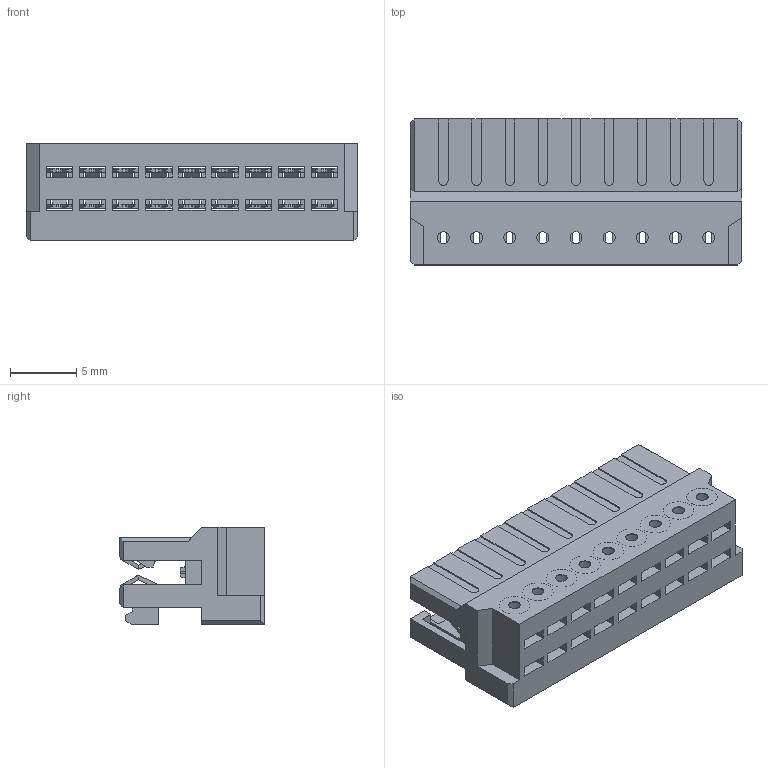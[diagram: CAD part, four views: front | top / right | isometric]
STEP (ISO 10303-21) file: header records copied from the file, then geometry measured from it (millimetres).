
FILE_DESCRIPTION(/* description */ ('Unknown'),/* implementation_level */ '2;1');
FILE_NAME(/* name */ 'J_Wurth_WR-RAST_667101210109',/* time_stamp */ '2025-05-27T16:40:16+08:00',/* author */ ('Unknown'),/* organization */ ('Unknown'),/* preprocessor_version */ 'ST-DEVELOPER v19.4',/* originating_system */ 'Solid Edge',/* authorisation */ 'Unknown');
FILE_SCHEMA (('AUTOMOTIVE_DESIGN {1 0 10303 214 3 1 1}'));
Products named in the file (2): J_Wurth_WR-RAST_667101210109
Assembly tree (1 placements, depth 2):
  J_Wurth_WR-RAST_667101210109
    J_Wurth_WR-RAST_667101210109
Bounding box: 25 x 11 x 7.35 mm (x, y, z)
Volume: 915.4 mm3; surface area: 3030.8 mm2
Topology: 1 solids, 1 shells, 1685 faces, 5029 edges, 3300 vertices
Faces by surface type: plane 1154, cylinder 531
Full cylindrical faces by diameter (mm): 0.9 x9, 2.3 x9
Entity records: 68489 total; most frequent: ORIENTED_EDGE 10022, CARTESIAN_POINT 9998, DIRECTION 9595, EDGE_CURVE 5011, LINE 3801, VECTOR 3801, VERTEX_POINT 3300, AXIS2_PLACEMENT_3D 2897
